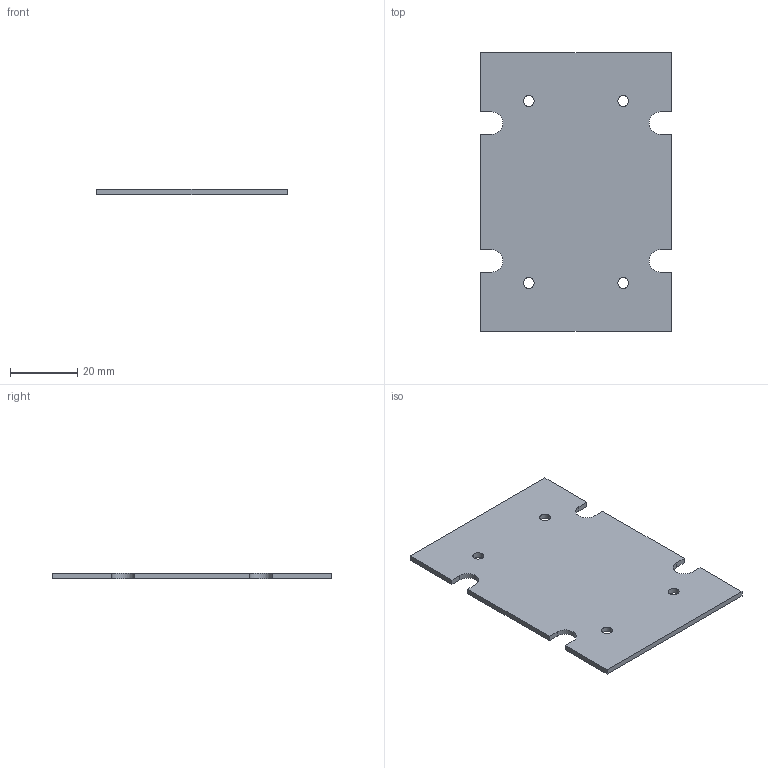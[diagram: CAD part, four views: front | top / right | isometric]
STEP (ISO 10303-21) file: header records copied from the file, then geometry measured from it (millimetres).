
FILE_DESCRIPTION((''),'2;1');
FILE_NAME('1593L PCB.stp','2007-10-03T09:22:32',('rboehler'),(''),'Autodesk Inventor 2008','Autodesk Inventor 2008','');
FILE_SCHEMA(('AUTOMOTIVE_DESIGN { 1 0 10303 214 1 1 1 1 }'));
Length unit declared in the file: millimetre
Products named in the file (1): 1593L PCB
Bounding box: 56.61 x 82.66 x 1.6 mm (x, y, z)
Volume: 7185 mm3; surface area: 9557.8 mm2
Topology: 1 solids, 1 shells, 26 faces, 76 edges, 52 vertices
Faces by surface type: plane 18, bspline 4, cylinder 4
Entity records: 906 total; most frequent: CARTESIAN_POINT 211, ORIENTED_EDGE 136, DIRECTION 130, EDGE_CURVE 68, VECTOR 52, LINE 52, VERTEX_POINT 48, AXIS2_PLACEMENT_3D 39
